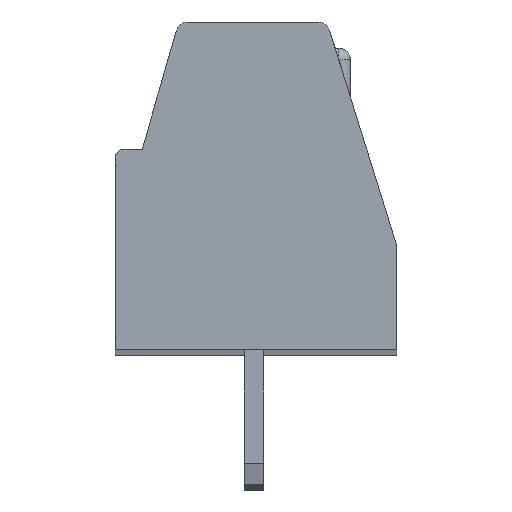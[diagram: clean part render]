
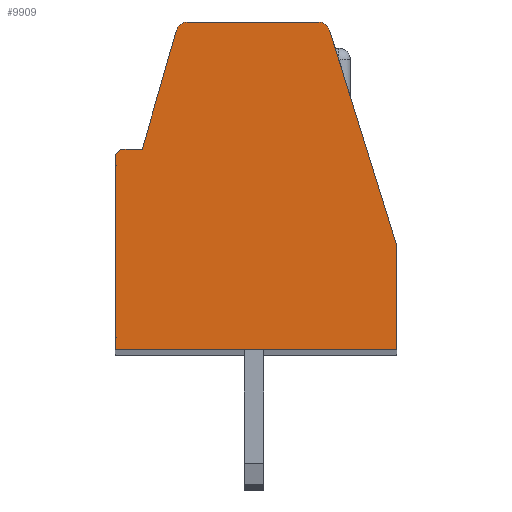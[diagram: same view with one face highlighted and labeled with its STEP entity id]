
A CAD part, top view. The second image highlights one B-rep face of the part: STEP entity #9909.
In plain terms, the highlighted planar face has unit normal (0, 0, 1).
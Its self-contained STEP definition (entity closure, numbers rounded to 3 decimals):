
#14=DIRECTION('',(0.,-1.,0.));
#15=VECTOR('',#14,5.);
#16=CARTESIAN_POINT('',(-3.6,5.,78.105));
#17=LINE('',#16,#15);
#18=CARTESIAN_POINT('',(-3.4,5.,78.105));
#19=DIRECTION('',(0.,0.,1.));
#20=DIRECTION('',(0.,1.,0.));
#21=AXIS2_PLACEMENT_3D('',#18,#19,#20);
#23=DIRECTION('',(-1.,0.,0.));
#24=VECTOR('',#23,0.5);
#25=CARTESIAN_POINT('',(-2.9,5.2,78.105));
#26=LINE('',#25,#24);
#27=DIRECTION('',(-0.276,-0.961,0.));
#28=VECTOR('',#27,3.207);
#29=CARTESIAN_POINT('',(-2.016,8.283,78.105));
#30=LINE('',#29,#28);
#31=CARTESIAN_POINT('',(-1.727,8.2,78.105));
#32=DIRECTION('',(0.,0.,1.));
#33=DIRECTION('',(0.,1.,0.));
#34=AXIS2_PLACEMENT_3D('',#31,#32,#33);
#36=DIRECTION('',(-1.,0.,0.));
#37=VECTOR('',#36,3.4);
#38=CARTESIAN_POINT('',(1.673,8.5,78.105));
#39=LINE('',#38,#37);
#40=CARTESIAN_POINT('',(1.673,8.2,78.105));
#41=DIRECTION('',(0.,0.,1.));
#42=DIRECTION('',(0.955,0.297,0.));
#43=AXIS2_PLACEMENT_3D('',#40,#41,#42);
#45=DIRECTION('',(-0.297,0.955,0.));
#46=VECTOR('',#45,5.854);
#47=CARTESIAN_POINT('',(3.7,2.7,78.105));
#48=LINE('',#47,#46);
#49=DIRECTION('',(0.,1.,0.));
#50=VECTOR('',#49,2.7);
#51=CARTESIAN_POINT('',(3.7,0.,78.105));
#52=LINE('',#51,#50);
#69=DIRECTION('',(1.,0.,0.));
#70=VECTOR('',#69,7.3);
#71=CARTESIAN_POINT('',(-3.6,0.,78.105));
#72=LINE('',#71,#70);
#7952=CARTESIAN_POINT('',(3.7,0.,78.105));
#7953=CARTESIAN_POINT('',(3.7,2.7,78.105));
#7954=VERTEX_POINT('',#7952);
#7955=VERTEX_POINT('',#7953);
#7956=CARTESIAN_POINT('',(1.959,8.289,78.105));
#7957=VERTEX_POINT('',#7956);
#7958=CARTESIAN_POINT('',(1.673,8.5,78.105));
#7959=VERTEX_POINT('',#7958);
#7960=CARTESIAN_POINT('',(-1.727,8.5,78.105));
#7961=VERTEX_POINT('',#7960);
#7962=CARTESIAN_POINT('',(-2.016,8.283,78.105));
#7963=VERTEX_POINT('',#7962);
#7964=CARTESIAN_POINT('',(-2.9,5.2,78.105));
#7965=VERTEX_POINT('',#7964);
#7966=CARTESIAN_POINT('',(-3.4,5.2,78.105));
#7967=VERTEX_POINT('',#7966);
#7968=CARTESIAN_POINT('',(-3.6,5.,78.105));
#7969=VERTEX_POINT('',#7968);
#7970=CARTESIAN_POINT('',(-3.6,0.,78.105));
#7971=VERTEX_POINT('',#7970);
#9882=CARTESIAN_POINT('',(0.,0.,78.105));
#9883=DIRECTION('',(0.,0.,1.));
#9884=DIRECTION('',(1.,0.,0.));
#9885=AXIS2_PLACEMENT_3D('',#9882,#9883,#9884);
#9886=PLANE('',#9885);
#9888=ORIENTED_EDGE('',*,*,#9887,.F.);
#9890=ORIENTED_EDGE('',*,*,#9889,.F.);
#9892=ORIENTED_EDGE('',*,*,#9891,.F.);
#9894=ORIENTED_EDGE('',*,*,#9893,.F.);
#9896=ORIENTED_EDGE('',*,*,#9895,.F.);
#9898=ORIENTED_EDGE('',*,*,#9897,.F.);
#9900=ORIENTED_EDGE('',*,*,#9899,.F.);
#9902=ORIENTED_EDGE('',*,*,#9901,.F.);
#9904=ORIENTED_EDGE('',*,*,#9903,.F.);
#9906=ORIENTED_EDGE('',*,*,#9905,.F.);
#9907=EDGE_LOOP('',(#9888,#9890,#9892,#9894,#9896,#9898,#9900,#9902,#9904,
#9906));
#9908=FACE_OUTER_BOUND('',#9907,.F.);
#22=CIRCLE('',#21,0.2);
#35=CIRCLE('',#34,0.3);
#44=CIRCLE('',#43,0.3);
#9887=EDGE_CURVE('',#7971,#7954,#72,.T.);
#9889=EDGE_CURVE('',#7969,#7971,#17,.T.);
#9891=EDGE_CURVE('',#7967,#7969,#22,.T.);
#9893=EDGE_CURVE('',#7965,#7967,#26,.T.);
#9895=EDGE_CURVE('',#7963,#7965,#30,.T.);
#9897=EDGE_CURVE('',#7961,#7963,#35,.T.);
#9899=EDGE_CURVE('',#7959,#7961,#39,.T.);
#9901=EDGE_CURVE('',#7957,#7959,#44,.T.);
#9903=EDGE_CURVE('',#7955,#7957,#48,.T.);
#9905=EDGE_CURVE('',#7954,#7955,#52,.T.);
#9909=ADVANCED_FACE('',(#9908),#9886,.T.);
